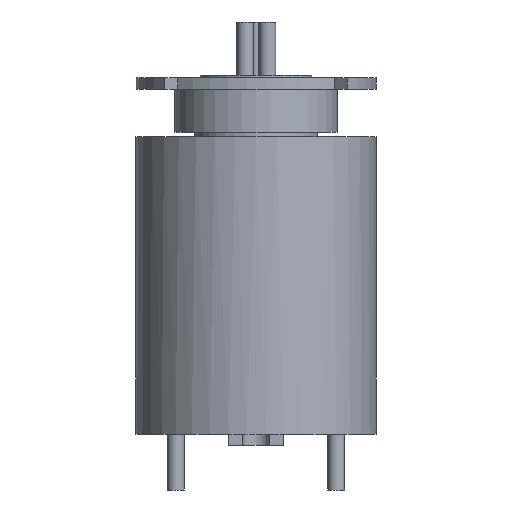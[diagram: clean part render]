
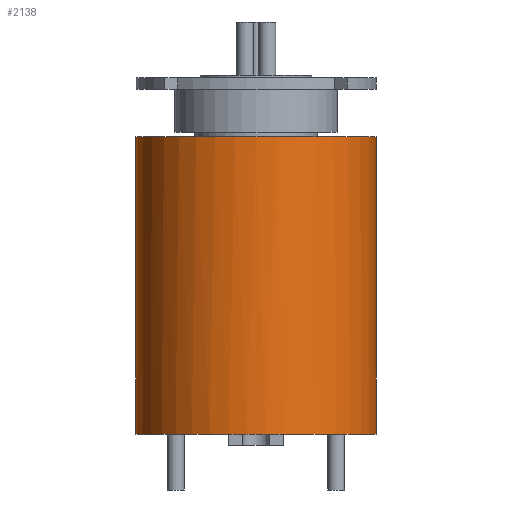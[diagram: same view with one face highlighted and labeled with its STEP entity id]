
A CAD part, front view. The second image highlights one B-rep face of the part: STEP entity #2138.
In plain terms, the highlighted cylindrical face has radius 43 mm (diameter 86 mm), a partial arc.
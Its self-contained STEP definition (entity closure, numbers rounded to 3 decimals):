
#35 = LINE ( 'NONE', #715, #2788 ) ;
#88 = VERTEX_POINT ( 'NONE', #2674 ) ;
#204 = FACE_OUTER_BOUND ( 'NONE', #1123, .T. ) ;
#222 = VERTEX_POINT ( 'NONE', #2222 ) ;
#352 = DIRECTION ( 'NONE',  ( 1., 0., 0. ) ) ;
#355 = DIRECTION ( 'NONE',  ( 0., 0., 1. ) ) ;
#360 = CARTESIAN_POINT ( 'NONE',  ( 0., 0., -127.4 ) ) ;
#429 = DIRECTION ( 'NONE',  ( 1., 0., 0. ) ) ;
#478 = DIRECTION ( 'NONE',  ( 1., 0., 0. ) ) ;
#481 = DIRECTION ( 'NONE',  ( 0., 0., 1. ) ) ;
#486 = CARTESIAN_POINT ( 'NONE',  ( 0., 0., -127.4 ) ) ;
#488 = CARTESIAN_POINT ( 'NONE',  ( 43., 0., -127.4 ) ) ;
#520 = ORIENTED_EDGE ( 'NONE', *, *, #1547, .F. ) ;
#527 = VERTEX_POINT ( 'NONE', #1255 ) ;
#556 = CARTESIAN_POINT ( 'NONE',  ( 0., 0., 28.231 ) ) ;
#585 = DIRECTION ( 'NONE',  ( 0., 0., 1. ) ) ;
#688 = CARTESIAN_POINT ( 'NONE',  ( 0., 0., -127.4 ) ) ;
#712 = DIRECTION ( 'NONE',  ( 0., 0., 1. ) ) ;
#715 = CARTESIAN_POINT ( 'NONE',  ( 43., 0., 28.231 ) ) ;
#751 = EDGE_CURVE ( 'NONE', #1747, #527, #35, .T. ) ;
#819 = ORIENTED_EDGE ( 'NONE', *, *, #2291, .T. ) ;
#859 = EDGE_CURVE ( 'NONE', #2868, #1747, #889, .T. ) ;
#889 = CIRCLE ( 'NONE', #1514, 43. ) ;
#923 = EDGE_CURVE ( 'NONE', #88, #1825, #1280, .T. ) ;
#989 = CIRCLE ( 'NONE', #2354, 43. ) ;
#997 = LINE ( 'NONE', #2035, #2751 ) ;
#1047 = AXIS2_PLACEMENT_3D ( 'NONE', #360, #355, #352 ) ;
#1097 = DIRECTION ( 'NONE',  ( 0., 0., 1. ) ) ;
#1123 = EDGE_LOOP ( 'NONE', ( #520, #2209, #819, #1885, #2440, #1290 ) ) ;
#1255 = CARTESIAN_POINT ( 'NONE',  ( 43., 0., -21. ) ) ;
#1280 = CIRCLE ( 'NONE', #1047, 43. ) ;
#1290 = ORIENTED_EDGE ( 'NONE', *, *, #2258, .F. ) ;
#1335 = CYLINDRICAL_SURFACE ( 'NONE', #2404, 43. ) ;
#1514 = AXIS2_PLACEMENT_3D ( 'NONE', #486, #481, #478 ) ;
#1547 = EDGE_CURVE ( 'NONE', #88, #222, #997, .T. ) ;
#1555 = CARTESIAN_POINT ( 'NONE',  ( 9.75, -41.88, -127.4 ) ) ;
#1700 = CARTESIAN_POINT ( 'NONE',  ( 0., 0., -21. ) ) ;
#1745 = DIRECTION ( 'NONE',  ( 1., 0., 0. ) ) ;
#1747 = VERTEX_POINT ( 'NONE', #488 ) ;
#1825 = VERTEX_POINT ( 'NONE', #2377 ) ;
#1851 = AXIS2_PLACEMENT_3D ( 'NONE', #688, #585, #429 ) ;
#1885 = ORIENTED_EDGE ( 'NONE', *, *, #859, .T. ) ;
#2035 = CARTESIAN_POINT ( 'NONE',  ( -43., 0., 28.231 ) ) ;
#2091 = DIRECTION ( 'NONE',  ( 0., 0., 1. ) ) ;
#2138 = ADVANCED_FACE ( 'NONE', ( #204 ), #1335, .T. ) ;
#2209 = ORIENTED_EDGE ( 'NONE', *, *, #923, .T. ) ;
#2222 = CARTESIAN_POINT ( 'NONE',  ( -43., 0., -21. ) ) ;
#2258 = EDGE_CURVE ( 'NONE', #222, #527, #989, .T. ) ;
#2291 = EDGE_CURVE ( 'NONE', #1825, #2868, #2617, .T. ) ;
#2354 = AXIS2_PLACEMENT_3D ( 'NONE', #1700, #2691, #1745 ) ;
#2377 = CARTESIAN_POINT ( 'NONE',  ( -9.75, -41.88, -127.4 ) ) ;
#2404 = AXIS2_PLACEMENT_3D ( 'NONE', #556, #1097, #2497 ) ;
#2440 = ORIENTED_EDGE ( 'NONE', *, *, #751, .T. ) ;
#2497 = DIRECTION ( 'NONE',  ( 1., 0., 0. ) ) ;
#2617 = CIRCLE ( 'NONE', #1851, 43. ) ;
#2674 = CARTESIAN_POINT ( 'NONE',  ( -43., 0., -127.4 ) ) ;
#2691 = DIRECTION ( 'NONE',  ( 0., 0., 1. ) ) ;
#2751 = VECTOR ( 'NONE', #2091, 1000. ) ;
#2788 = VECTOR ( 'NONE', #712, 1000. ) ;
#2868 = VERTEX_POINT ( 'NONE', #1555 ) ;
